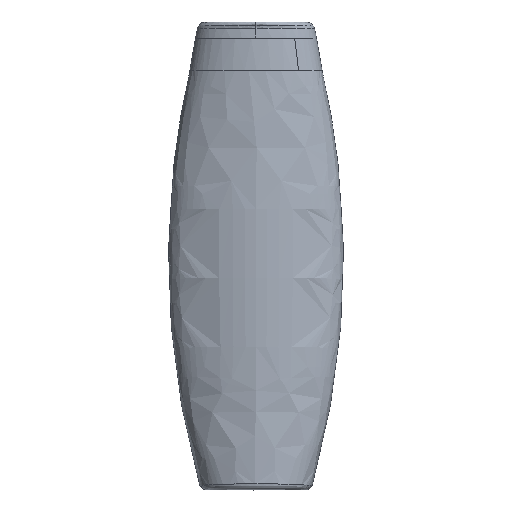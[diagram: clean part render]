
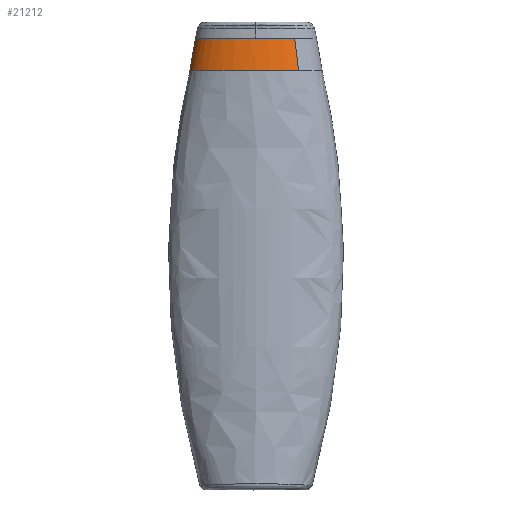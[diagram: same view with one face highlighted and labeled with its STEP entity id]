
A CAD part, top view. The second image highlights one B-rep face of the part: STEP entity #21212.
In plain terms, the highlighted free-form (B-spline) face has degree [3, 1] with [4, 2] control points.
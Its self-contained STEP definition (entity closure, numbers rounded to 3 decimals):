
#18399 = VERTEX_POINT('',#18400);
#18400 = CARTESIAN_POINT('',(-24.575,102.486,
    18.38));
#18401 = VERTEX_POINT('',#18402);
#18402 = CARTESIAN_POINT('',(-59.894,102.486,
    -4.201));
#18409 = EDGE_CURVE('',#18401,#18399,#18410,.T.);
#18410 = ( BOUNDED_CURVE() B_SPLINE_CURVE(3,(#18411,#18412,#18413,#18414
),.UNSPECIFIED.,.F.,.F.) B_SPLINE_CURVE_WITH_KNOTS((4,4),(0.5,1.),
.PIECEWISE_BEZIER_KNOTS.) CURVE() GEOMETRIC_REPRESENTATION_ITEM() 
RATIONAL_B_SPLINE_CURVE((1.,0.333,0.333,1.)) 
REPRESENTATION_ITEM('') );
#18411 = CARTESIAN_POINT('',(-59.894,102.486,
    -4.201));
#18412 = CARTESIAN_POINT('',(-101.831,102.486,
    14.817));
#18413 = CARTESIAN_POINT('',(-66.512,102.486,
    37.398));
#18414 = CARTESIAN_POINT('',(-24.575,102.486,
    18.38));
#21136 = EDGE_CURVE('',#21137,#18401,#21139,.T.);
#21137 = VERTEX_POINT('',#21138);
#21138 = CARTESIAN_POINT('',(-58.294,115.982,
    -3.942));
#21139 = B_SPLINE_CURVE_WITH_KNOTS('',1,(#21140,#21141),.UNSPECIFIED.,
  .F.,.F.,(2,2),(0.,1.),.PIECEWISE_BEZIER_KNOTS.);
#21140 = CARTESIAN_POINT('',(-58.294,115.982,
    -3.942));
#21141 = CARTESIAN_POINT('',(-59.894,102.486,
    -4.201));
#21154 = VERTEX_POINT('',#21155);
#21155 = CARTESIAN_POINT('',(-26.176,115.982,
    18.121));
#21162 = EDGE_CURVE('',#21154,#18399,#21163,.T.);
#21163 = B_SPLINE_CURVE_WITH_KNOTS('',1,(#21164,#21165),.UNSPECIFIED.,
  .F.,.F.,(2,2),(0.,1.),.PIECEWISE_BEZIER_KNOTS.);
#21164 = CARTESIAN_POINT('',(-26.176,115.982,
    18.121));
#21165 = CARTESIAN_POINT('',(-24.575,102.486,
    18.38));
#21200 = EDGE_CURVE('',#21154,#21137,#21201,.T.);
#21201 = ( BOUNDED_CURVE() B_SPLINE_CURVE(3,(#21202,#21203,#21204,#21205
),.UNSPECIFIED.,.F.,.F.) B_SPLINE_CURVE_WITH_KNOTS((4,4),(0.,0.5),
.PIECEWISE_BEZIER_KNOTS.) CURVE() GEOMETRIC_REPRESENTATION_ITEM() 
RATIONAL_B_SPLINE_CURVE((1.,0.333,0.333,1.)) 
REPRESENTATION_ITEM('') );
#21202 = CARTESIAN_POINT('',(-26.176,115.982,
    18.121));
#21203 = CARTESIAN_POINT('',(-64.851,115.982,
    36.444));
#21204 = CARTESIAN_POINT('',(-96.969,115.982,
    14.38));
#21205 = CARTESIAN_POINT('',(-58.294,115.982,
    -3.942));
#21212 = ADVANCED_FACE('',(#21213),#21219,.T.);
#21213 = FACE_BOUND('',#21214,.T.);
#21214 = EDGE_LOOP('',(#21215,#21216,#21217,#21218));
#21215 = ORIENTED_EDGE('',*,*,#21200,.T.);
#21216 = ORIENTED_EDGE('',*,*,#21136,.T.);
#21217 = ORIENTED_EDGE('',*,*,#18409,.T.);
#21218 = ORIENTED_EDGE('',*,*,#21162,.F.);
#21219 = ( BOUNDED_SURFACE() B_SPLINE_SURFACE(3,1,(
    (#21220,#21221)
    ,(#21222,#21223)
    ,(#21224,#21225)
    ,(#21226,#21227
)),.UNSPECIFIED.,.F.,.F.,.F.) B_SPLINE_SURFACE_WITH_KNOTS((4,4),(2,2),(
    0.,0.5),(0.,1.),.PIECEWISE_BEZIER_KNOTS.) 
GEOMETRIC_REPRESENTATION_ITEM() RATIONAL_B_SPLINE_SURFACE((
    (1.,1.)
    ,(0.333,0.333)
    ,(0.333,0.333)
,(1.,1.))) REPRESENTATION_ITEM('') SURFACE() );
#21220 = CARTESIAN_POINT('',(-26.176,115.982,
    18.121));
#21221 = CARTESIAN_POINT('',(-24.575,102.486,
    18.38));
#21222 = CARTESIAN_POINT('',(-64.851,115.982,
    36.444));
#21223 = CARTESIAN_POINT('',(-66.512,102.486,
    37.398));
#21224 = CARTESIAN_POINT('',(-96.969,115.982,
    14.38));
#21225 = CARTESIAN_POINT('',(-101.831,102.486,
    14.817));
#21226 = CARTESIAN_POINT('',(-58.294,115.982,
    -3.942));
#21227 = CARTESIAN_POINT('',(-59.894,102.486,
    -4.201));
